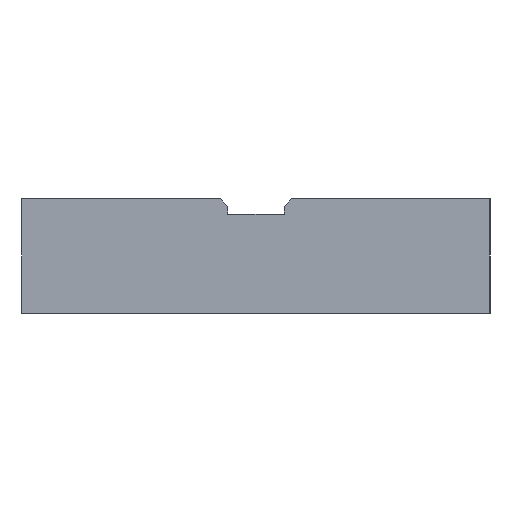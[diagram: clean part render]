
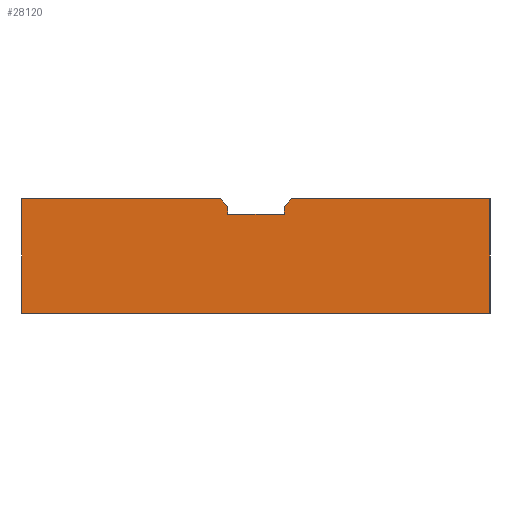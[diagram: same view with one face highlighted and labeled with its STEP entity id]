
A CAD part, left-side view. The second image highlights one B-rep face of the part: STEP entity #28120.
In plain terms, the highlighted planar face has unit normal (-1, 0, 0).
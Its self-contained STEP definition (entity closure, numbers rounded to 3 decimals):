
#1215=FACE_OUTER_BOUND('',#2738,.T.);
#2738=EDGE_LOOP('',(#18444,#18445,#18446,#18447,#18448,#18449,#18450,#18451,
#18452,#18453));
#4258=LINE('',#40115,#7774);
#4264=LINE('',#40126,#7780);
#4274=LINE('',#40147,#7790);
#4276=LINE('',#40151,#7792);
#4278=LINE('',#40154,#7794);
#4279=LINE('',#40157,#7795);
#4280=LINE('',#40159,#7796);
#4281=LINE('',#40161,#7797);
#4282=LINE('',#40163,#7798);
#4283=LINE('',#40164,#7799);
#7774=VECTOR('',#32021,0.141);
#7780=VECTOR('',#32029,0.1);
#7790=VECTOR('',#32043,0.141);
#7792=VECTOR('',#32047,0.1);
#7794=VECTOR('',#32051,0.72);
#7795=VECTOR('',#32054,2.54);
#7796=VECTOR('',#32055,1.47);
#7797=VECTOR('',#32056,6.);
#7798=VECTOR('',#32057,1.47);
#7799=VECTOR('',#32058,2.54);
#11290=VERTEX_POINT('',#40113);
#11291=VERTEX_POINT('',#40114);
#11295=VERTEX_POINT('',#40124);
#11303=VERTEX_POINT('',#40144);
#11304=VERTEX_POINT('',#40146);
#11305=VERTEX_POINT('',#40150);
#11306=VERTEX_POINT('',#40156);
#11307=VERTEX_POINT('',#40158);
#11308=VERTEX_POINT('',#40160);
#11309=VERTEX_POINT('',#40162);
#14134=EDGE_CURVE('',#11290,#11291,#4258,.T.);
#14140=EDGE_CURVE('',#11290,#11295,#4264,.T.);
#14150=EDGE_CURVE('',#11303,#11304,#4274,.T.);
#14152=EDGE_CURVE('',#11305,#11304,#4276,.T.);
#14154=EDGE_CURVE('',#11295,#11305,#4278,.T.);
#14155=EDGE_CURVE('',#11306,#11303,#4279,.T.);
#14156=EDGE_CURVE('',#11307,#11306,#4280,.T.);
#14157=EDGE_CURVE('',#11308,#11307,#4281,.T.);
#14158=EDGE_CURVE('',#11308,#11309,#4282,.T.);
#14159=EDGE_CURVE('',#11291,#11309,#4283,.T.);
#18444=ORIENTED_EDGE('',*,*,#14134,.F.);
#18445=ORIENTED_EDGE('',*,*,#14140,.T.);
#18446=ORIENTED_EDGE('',*,*,#14154,.T.);
#18447=ORIENTED_EDGE('',*,*,#14152,.T.);
#18448=ORIENTED_EDGE('',*,*,#14150,.F.);
#18449=ORIENTED_EDGE('',*,*,#14155,.F.);
#18450=ORIENTED_EDGE('',*,*,#14156,.F.);
#18451=ORIENTED_EDGE('',*,*,#14157,.F.);
#18452=ORIENTED_EDGE('',*,*,#14158,.T.);
#18453=ORIENTED_EDGE('',*,*,#14159,.F.);
#26980=PLANE('',#29735);
#28120=ADVANCED_FACE('',(#1215),#26980,.T.);
#29735=AXIS2_PLACEMENT_3D('',#40155,#32052,#32053);
#32021=DIRECTION('',(0.,-0.707,0.707));
#32029=DIRECTION('',(0.,0.,-1.));
#32043=DIRECTION('',(0.,-0.707,-0.707));
#32047=DIRECTION('',(0.,0.,1.));
#32051=DIRECTION('',(0.,1.,0.));
#32052=DIRECTION('center_axis',(-1.,0.,0.));
#32053=DIRECTION('ref_axis',(0.,-1.,0.));
#32054=DIRECTION('',(0.,-1.,0.));
#32055=DIRECTION('',(0.,0.,1.));
#32056=DIRECTION('',(0.,1.,0.));
#32057=DIRECTION('',(0.,0.,1.));
#32058=DIRECTION('',(0.,-1.,0.));
#40113=CARTESIAN_POINT('',(-7.43,-0.36,1.37));
#40114=CARTESIAN_POINT('',(-7.43,-0.46,1.47));
#40115=CARTESIAN_POINT('',(-7.43,0.797,0.213));
#40124=CARTESIAN_POINT('',(-7.43,-0.36,1.27));
#40126=CARTESIAN_POINT('',(-7.43,-0.36,0.735));
#40144=CARTESIAN_POINT('',(-7.43,0.46,1.47));
#40146=CARTESIAN_POINT('',(-7.43,0.36,1.37));
#40147=CARTESIAN_POINT('',(-7.43,0.702,1.713));
#40150=CARTESIAN_POINT('',(-7.43,0.36,1.27));
#40151=CARTESIAN_POINT('',(-7.43,0.36,0.735));
#40154=CARTESIAN_POINT('',(-7.43,1.5,1.27));
#40155=CARTESIAN_POINT('Origin',(-7.43,3.,0.));
#40156=CARTESIAN_POINT('',(-7.43,3.,1.47));
#40157=CARTESIAN_POINT('',(-7.43,-3.,1.47));
#40158=CARTESIAN_POINT('',(-7.43,3.,0.));
#40159=CARTESIAN_POINT('',(-7.43,3.,0.));
#40160=CARTESIAN_POINT('',(-7.43,-3.,0.));
#40161=CARTESIAN_POINT('',(-7.43,-3.,0.));
#40162=CARTESIAN_POINT('',(-7.43,-3.,1.47));
#40163=CARTESIAN_POINT('',(-7.43,-3.,0.));
#40164=CARTESIAN_POINT('',(-7.43,-3.,1.47));
